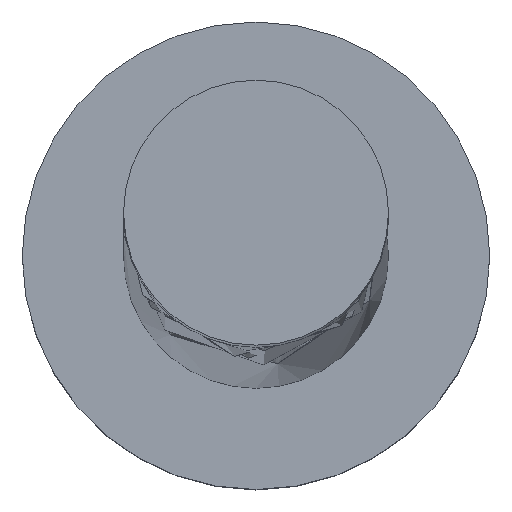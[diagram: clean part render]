
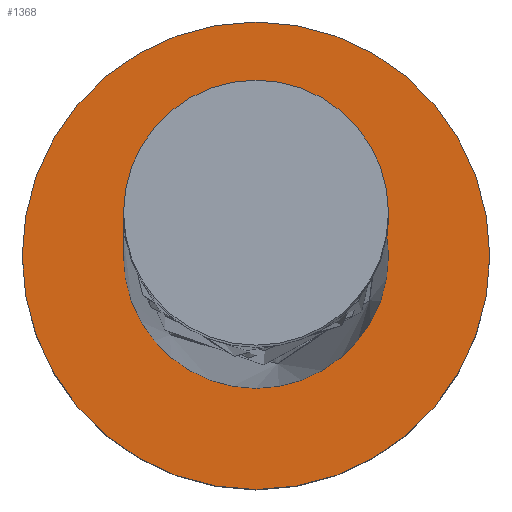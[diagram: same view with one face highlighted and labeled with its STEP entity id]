
A CAD part, top view. The second image highlights one B-rep face of the part: STEP entity #1368.
In plain terms, the highlighted planar face has unit normal (0, 0, 1).
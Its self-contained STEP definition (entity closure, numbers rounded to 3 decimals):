
#13 = ORIENTED_EDGE ( 'NONE', *, *, #1257, .F. ) ;
#22 = DIRECTION ( 'NONE',  ( 1., 0., 0. ) ) ;
#24 = DIRECTION ( 'NONE',  ( 0., 0., 1. ) ) ;
#32 = CARTESIAN_POINT ( 'NONE',  ( 0., 0., 1.5 ) ) ;
#59 = DIRECTION ( 'NONE',  ( 1., 0., 0. ) ) ;
#140 = CARTESIAN_POINT ( 'NONE',  ( 0.85, 0., 1.5 ) ) ;
#208 = EDGE_CURVE ( 'NONE', #835, #524, #1352, .T. ) ;
#322 = EDGE_CURVE ( 'NONE', #524, #835, #981, .T. ) ;
#343 = CARTESIAN_POINT ( 'NONE',  ( 0., 0., 1.5 ) ) ;
#372 = DIRECTION ( 'NONE',  ( 1., 0., 0. ) ) ;
#382 = DIRECTION ( 'NONE',  ( 0., 0., 1. ) ) ;
#394 = AXIS2_PLACEMENT_3D ( 'NONE', #343, #816, #22 ) ;
#405 = VERTEX_POINT ( 'NONE', #1065 ) ;
#456 = FACE_OUTER_BOUND ( 'NONE', #1115, .T. ) ;
#524 = VERTEX_POINT ( 'NONE', #1313 ) ;
#555 = DIRECTION ( 'NONE',  ( 1., 0., 0. ) ) ;
#702 = VERTEX_POINT ( 'NONE', #140 ) ;
#816 = DIRECTION ( 'NONE',  ( 0., 0., 1. ) ) ;
#835 = VERTEX_POINT ( 'NONE', #907 ) ;
#859 = ORIENTED_EDGE ( 'NONE', *, *, #208, .T. ) ;
#866 = AXIS2_PLACEMENT_3D ( 'NONE', #920, #1176, #1029 ) ;
#899 = AXIS2_PLACEMENT_3D ( 'NONE', #1149, #1393, #555 ) ;
#907 = CARTESIAN_POINT ( 'NONE',  ( -1.5, 0., 1.5 ) ) ;
#920 = CARTESIAN_POINT ( 'NONE',  ( 0., 0., 1.5 ) ) ;
#951 = ORIENTED_EDGE ( 'NONE', *, *, #322, .T. ) ;
#977 = AXIS2_PLACEMENT_3D ( 'NONE', #1325, #24, #372 ) ;
#981 = CIRCLE ( 'NONE', #977, 1.5 ) ;
#1024 = EDGE_CURVE ( 'NONE', #405, #702, #1042, .T. ) ;
#1029 = DIRECTION ( 'NONE',  ( 1., 0., 0. ) ) ;
#1042 = CIRCLE ( 'NONE', #1314, 0.85 ) ;
#1065 = CARTESIAN_POINT ( 'NONE',  ( -0.85, 0., 1.5 ) ) ;
#1115 = EDGE_LOOP ( 'NONE', ( #859, #951 ) ) ;
#1149 = CARTESIAN_POINT ( 'NONE',  ( 0., 0., 1.5 ) ) ;
#1176 = DIRECTION ( 'NONE',  ( 0., 0., 1. ) ) ;
#1257 = EDGE_CURVE ( 'NONE', #702, #405, #1415, .T. ) ;
#1298 = ORIENTED_EDGE ( 'NONE', *, *, #1024, .F. ) ;
#1306 = EDGE_LOOP ( 'NONE', ( #1298, #13 ) ) ;
#1313 = CARTESIAN_POINT ( 'NONE',  ( 1.5, 0., 1.5 ) ) ;
#1314 = AXIS2_PLACEMENT_3D ( 'NONE', #32, #382, #59 ) ;
#1325 = CARTESIAN_POINT ( 'NONE',  ( 0., 0., 1.5 ) ) ;
#1352 = CIRCLE ( 'NONE', #899, 1.5 ) ;
#1368 = ADVANCED_FACE ( 'NONE', ( #1535, #456 ), #1418, .T. ) ;
#1393 = DIRECTION ( 'NONE',  ( 0., 0., 1. ) ) ;
#1415 = CIRCLE ( 'NONE', #866, 0.85 ) ;
#1418 = PLANE ( 'NONE',  #394 ) ;
#1535 = FACE_BOUND ( 'NONE', #1306, .T. ) ;
